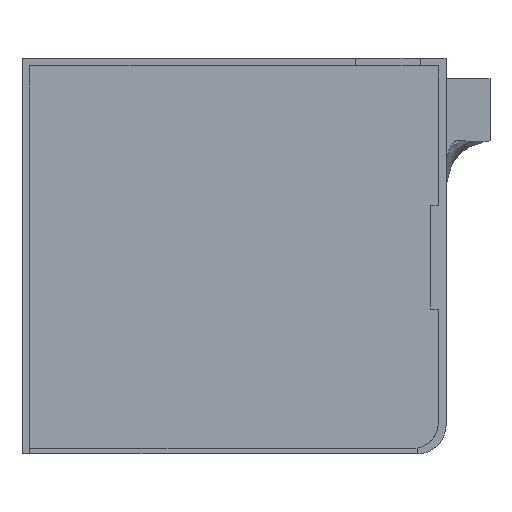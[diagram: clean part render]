
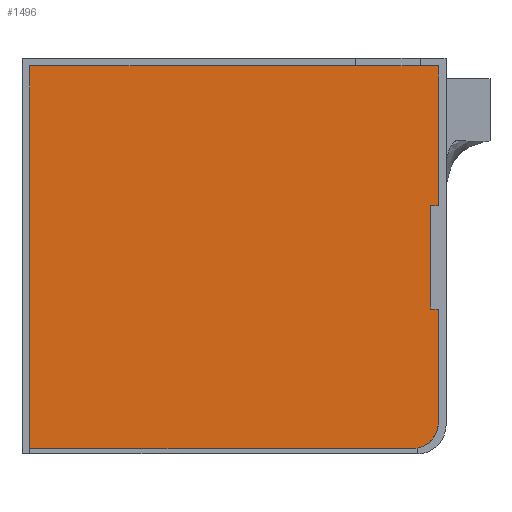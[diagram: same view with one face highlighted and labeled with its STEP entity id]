
A CAD part, front view. The second image highlights one B-rep face of the part: STEP entity #1496.
In plain terms, the highlighted planar face has unit normal (0, -1, 0).
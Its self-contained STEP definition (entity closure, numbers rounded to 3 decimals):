
#46=CIRCLE('',#1599,10.);
#47=CIRCLE('',#1600,10.);
#115=FACE_OUTER_BOUND('',#202,.T.);
#202=EDGE_LOOP('',(#1147,#1148,#1149,#1150,#1151,#1152,#1153,#1154,#1155,
#1156,#1157,#1158,#1159));
#358=LINE('',#2289,#539);
#360=LINE('',#2296,#541);
#361=LINE('',#2298,#542);
#362=LINE('',#2300,#543);
#363=LINE('',#2302,#544);
#364=LINE('',#2304,#545);
#365=LINE('',#2308,#546);
#366=LINE('',#2310,#547);
#367=LINE('',#2312,#548);
#368=LINE('',#2314,#549);
#369=LINE('',#2315,#550);
#539=VECTOR('',#1848,10.);
#541=VECTOR('',#1856,10.);
#542=VECTOR('',#1857,10.);
#543=VECTOR('',#1858,10.);
#544=VECTOR('',#1859,10.);
#545=VECTOR('',#1860,10.);
#546=VECTOR('',#1863,10.);
#547=VECTOR('',#1864,10.);
#548=VECTOR('',#1865,10.);
#549=VECTOR('',#1866,10.);
#550=VECTOR('',#1867,10.);
#701=VERTEX_POINT('',#2286);
#702=VERTEX_POINT('',#2288);
#703=VERTEX_POINT('',#2293);
#704=VERTEX_POINT('',#2295);
#705=VERTEX_POINT('',#2297);
#706=VERTEX_POINT('',#2299);
#707=VERTEX_POINT('',#2301);
#708=VERTEX_POINT('',#2303);
#709=VERTEX_POINT('',#2305);
#710=VERTEX_POINT('',#2307);
#711=VERTEX_POINT('',#2309);
#712=VERTEX_POINT('',#2311);
#713=VERTEX_POINT('',#2313);
#871=EDGE_CURVE('',#702,#701,#358,.T.);
#873=EDGE_CURVE('',#702,#703,#46,.T.);
#874=EDGE_CURVE('',#701,#704,#360,.T.);
#875=EDGE_CURVE('',#704,#705,#361,.T.);
#876=EDGE_CURVE('',#705,#706,#362,.T.);
#877=EDGE_CURVE('',#706,#707,#363,.T.);
#878=EDGE_CURVE('',#708,#707,#364,.T.);
#879=EDGE_CURVE('',#709,#708,#47,.T.);
#880=EDGE_CURVE('',#709,#710,#365,.T.);
#881=EDGE_CURVE('',#710,#711,#366,.T.);
#882=EDGE_CURVE('',#712,#711,#367,.T.);
#883=EDGE_CURVE('',#713,#712,#368,.T.);
#884=EDGE_CURVE('',#713,#703,#369,.T.);
#1147=ORIENTED_EDGE('',*,*,#873,.F.);
#1148=ORIENTED_EDGE('',*,*,#871,.T.);
#1149=ORIENTED_EDGE('',*,*,#874,.T.);
#1150=ORIENTED_EDGE('',*,*,#875,.T.);
#1151=ORIENTED_EDGE('',*,*,#876,.T.);
#1152=ORIENTED_EDGE('',*,*,#877,.T.);
#1153=ORIENTED_EDGE('',*,*,#878,.F.);
#1154=ORIENTED_EDGE('',*,*,#879,.F.);
#1155=ORIENTED_EDGE('',*,*,#880,.T.);
#1156=ORIENTED_EDGE('',*,*,#881,.T.);
#1157=ORIENTED_EDGE('',*,*,#882,.F.);
#1158=ORIENTED_EDGE('',*,*,#883,.F.);
#1159=ORIENTED_EDGE('',*,*,#884,.T.);
#1432=PLANE('',#1598);
#1496=ADVANCED_FACE('',(#115),#1432,.F.);
#1598=AXIS2_PLACEMENT_3D('',#2292,#1852,#1853);
#1599=AXIS2_PLACEMENT_3D('',#2294,#1854,#1855);
#1600=AXIS2_PLACEMENT_3D('',#2306,#1861,#1862);
#1848=DIRECTION('',(0.,0.,1.));
#1852=DIRECTION('center_axis',(0.,1.,0.));
#1853=DIRECTION('ref_axis',(-1.,0.,0.));
#1854=DIRECTION('center_axis',(0.,-1.,0.));
#1855=DIRECTION('ref_axis',(-0.707,0.,0.707));
#1856=DIRECTION('',(-1.,0.,0.));
#1857=DIRECTION('',(0.,0.,1.));
#1858=DIRECTION('',(-1.,0.,0.));
#1859=DIRECTION('',(0.,0.,-1.));
#1860=DIRECTION('',(-1.,0.,0.));
#1861=DIRECTION('center_axis',(0.,1.,0.));
#1862=DIRECTION('ref_axis',(1.,0.,0.));
#1863=DIRECTION('',(0.,0.,1.));
#1864=DIRECTION('',(-1.,0.,0.));
#1865=DIRECTION('',(0.,0.,-1.));
#1866=DIRECTION('',(-1.,0.,0.));
#1867=DIRECTION('',(0.,0.,1.));
#2286=CARTESIAN_POINT('',(95.,40.,43.));
#2288=CARTESIAN_POINT('',(95.,40.,20.141));
#2289=CARTESIAN_POINT('',(95.,40.,-89.));
#2292=CARTESIAN_POINT('Origin',(13.,40.,-23.5));
#2293=CARTESIAN_POINT('',(92.,40.,13.));
#2294=CARTESIAN_POINT('Origin',(102.,40.,13.));
#2295=CARTESIAN_POINT('',(92.,40.,43.));
#2296=CARTESIAN_POINT('',(54.,40.,43.));
#2297=CARTESIAN_POINT('',(92.,40.,50.));
#2298=CARTESIAN_POINT('',(92.,40.,-83.42));
#2299=CARTESIAN_POINT('',(-66.,40.,50.));
#2300=CARTESIAN_POINT('',(95.,40.,50.));
#2301=CARTESIAN_POINT('',(-66.,40.,-98.));
#2302=CARTESIAN_POINT('',(-66.,40.,47.));
#2303=CARTESIAN_POINT('',(82.,40.,-98.));
#2304=CARTESIAN_POINT('',(-28.5,40.,-98.));
#2305=CARTESIAN_POINT('',(92.,40.,-88.));
#2306=CARTESIAN_POINT('Origin',(82.,40.,-88.));
#2307=CARTESIAN_POINT('',(92.,40.,-44.));
#2308=CARTESIAN_POINT('',(92.,40.,-83.42));
#2309=CARTESIAN_POINT('',(89.,40.,-44.));
#2310=CARTESIAN_POINT('',(95.,40.,-44.));
#2311=CARTESIAN_POINT('',(89.,40.,-4.));
#2312=CARTESIAN_POINT('',(89.,40.,-4.));
#2313=CARTESIAN_POINT('',(92.,40.,-4.));
#2314=CARTESIAN_POINT('',(95.,40.,-4.));
#2315=CARTESIAN_POINT('',(92.,40.,-83.42));
